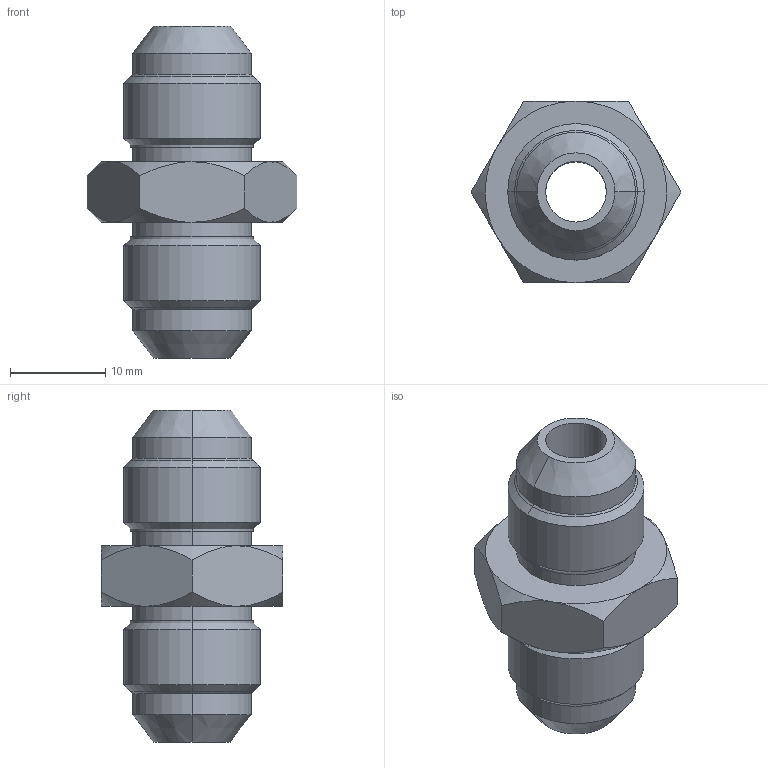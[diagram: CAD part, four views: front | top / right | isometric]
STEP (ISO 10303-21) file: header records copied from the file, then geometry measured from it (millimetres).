
FILE_DESCRIPTION((''),'2;1');
FILE_NAME('ILC30005566','2022-09-06T14:40:56',('rkuestersteffen'),(''),'CREO PARAMETRIC BY PTC INC, 2021164','CREO PARAMETRIC BY PTC INC, 2021164','');
FILE_SCHEMA(('AUTOMOTIVE_DESIGN { 1 0 10303 214 1 1 1 1 }'));
Length unit declared in the file: inch
Products named in the file (1): ILC30005566
Bounding box: 22 x 19.05 x 34.8 mm (x, y, z)
Volume: 4642.5 mm3; surface area: 3359.5 mm2
Topology: 1 solids, 3 shells, 52 faces, 112 edges, 64 vertices
Faces by surface type: cone 24, cylinder 18, plane 10
Entity records: 2027 total; most frequent: CARTESIAN_POINT 391, DIRECTION 270, ORIENTED_EDGE 216, PRESENTATION_STYLE_ASSIGNMENT 119, STYLED_ITEM 119, CURVE_STYLE 116, AXIS2_PLACEMENT_3D 114, EDGE_CURVE 112
